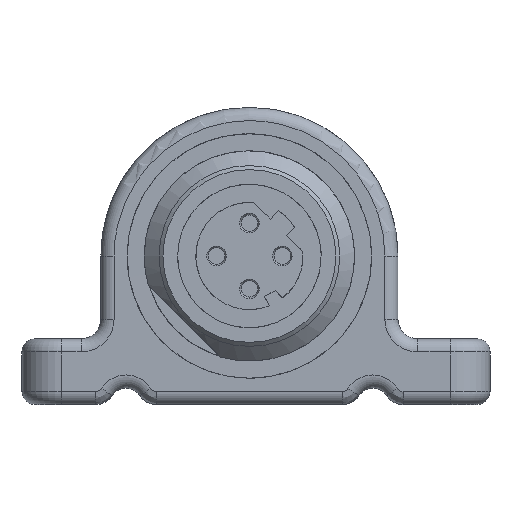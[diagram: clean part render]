
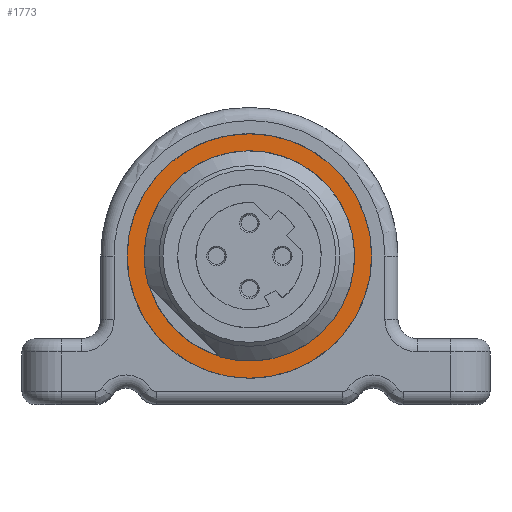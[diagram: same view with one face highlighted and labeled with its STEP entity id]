
A CAD part, front view. The second image highlights one B-rep face of the part: STEP entity #1773.
In plain terms, the highlighted conical face has half-angle 89.841 degrees and reference radius 7.95 mm.
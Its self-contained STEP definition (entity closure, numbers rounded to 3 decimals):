
#1465=CONICAL_SURFACE('',#4843,7.95,89.841);
#1773=ADVANCED_FACE('NONE',(#2016,#2017),#1465,.F.);
#2016=FACE_BOUND('',#2181,.T.);
#2017=FACE_BOUND('',#2182,.T.);
#2181=EDGE_LOOP('',(#3173));
#2182=EDGE_LOOP('',(#3174));
#3173=ORIENTED_EDGE('',*,*,#4228,.T.);
#3174=ORIENTED_EDGE('',*,*,#4229,.T.);
#3849=VERTEX_POINT('',#6585);
#3850=VERTEX_POINT('',#6588);
#4228=EDGE_CURVE('NONE',#3849,#3849,#4564,.T.);
#4229=EDGE_CURVE('NONE',#3850,#3850,#4565,.T.);
#4564=CIRCLE('',#4840,7.95);
#4565=CIRCLE('',#4842,9.3);
#4840=AXIS2_PLACEMENT_3D('',#6584,#5486,#5487);
#4842=AXIS2_PLACEMENT_3D('',#6587,#5490,#5491);
#4843=AXIS2_PLACEMENT_3D('',#6589,#5492,#5493);
#5486=DIRECTION('',(-1.,0.,0.));
#5487=DIRECTION('',(0.,0.,1.));
#5490=DIRECTION('',(1.,0.,0.));
#5491=DIRECTION('',(0.,0.,-1.));
#5492=DIRECTION('',(1.,0.,0.));
#5493=DIRECTION('',(0.,0.,-1.));
#6584=CARTESIAN_POINT('',(4.246,0.,0.));
#6585=CARTESIAN_POINT('',(4.246,0.,7.95));
#6587=CARTESIAN_POINT('',(4.249,0.,0.));
#6588=CARTESIAN_POINT('',(4.249,0.,-9.3));
#6589=CARTESIAN_POINT('',(4.246,0.,0.));
